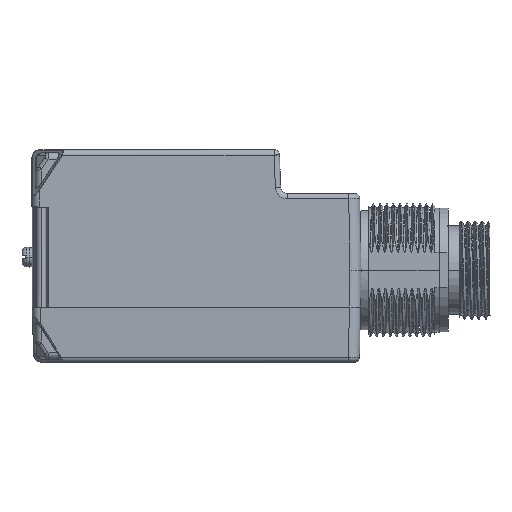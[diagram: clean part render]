
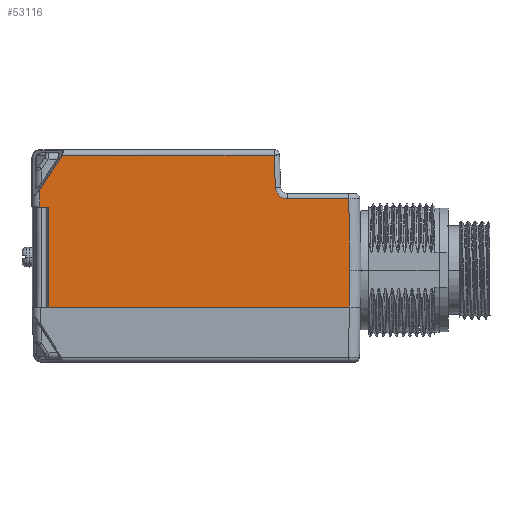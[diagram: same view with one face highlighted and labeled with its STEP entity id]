
A CAD part, left-side view. The second image highlights one B-rep face of the part: STEP entity #53116.
In plain terms, the highlighted planar face has unit normal (-1, 0, 0).
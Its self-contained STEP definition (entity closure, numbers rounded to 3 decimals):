
#39450=DIRECTION('',(0.,-0.541,0.841));
#39451=VECTOR('',#39450,9.369);
#39452=CARTESIAN_POINT('',(-22.5,71.9,
-9.079));
#39453=LINE('',#39452,#39451);
#39454=DIRECTION('',(0.,-0.035,-0.999));
#39455=VECTOR('',#39454,7.299);
#39456=CARTESIAN_POINT('',(-22.5,18.859,-1.2));
#39457=LINE('',#39456,#39455);
#39458=CARTESIAN_POINT('',(-22.5,15.906,-8.4));
#39459=DIRECTION('',(-1.,0.,0.));
#39460=DIRECTION('',(0.,0.999,-0.035));
#39461=AXIS2_PLACEMENT_3D('',#39458,#39459,#39460);
#39463=DIRECTION('',(0.,-0.017,-1.));
#39464=VECTOR('',#39463,16.152);
#39465=CARTESIAN_POINT('',(-22.5,1.982,
-11.1));
#39466=LINE('',#39465,#39464);
#39467=DIRECTION('',(0.,0.017,-1.));
#39468=VECTOR('',#39467,8.351);
#39469=CARTESIAN_POINT('',(-22.5,1.7,-27.25));
#39470=LINE('',#39469,#39468);
#39471=DIRECTION('',(0.,0.999,0.052));
#39472=VECTOR('',#39471,2.053);
#39473=CARTESIAN_POINT('',(-22.5,69.85,-13.081));
#39474=LINE('',#39473,#39472);
#39499=DIRECTION('',(0.,0.,-1.));
#39500=VECTOR('',#39499,3.895);
#39501=CARTESIAN_POINT('',(-22.5,71.9,
-9.079));
#39502=LINE('',#39501,#39500);
#39636=DIRECTION('',(0.,0.,-1.));
#39637=VECTOR('',#39636,22.519);
#39638=CARTESIAN_POINT('',(-22.5,69.85,-13.081));
#39639=LINE('',#39638,#39637);
#39661=DIRECTION('',(0.,-1.,0.));
#39662=VECTOR('',#39661,68.004);
#39663=CARTESIAN_POINT('',(-22.5,69.85,-35.6));
#39664=LINE('',#39663,#39662);
#39872=DIRECTION('',(0.,1.,0.));
#39873=VECTOR('',#39872,13.924);
#39874=CARTESIAN_POINT('',(-22.5,1.982,
-11.1));
#39875=LINE('',#39874,#39873);
#39905=DIRECTION('',(0.,1.,0.));
#39906=VECTOR('',#39905,47.972);
#39907=CARTESIAN_POINT('',(-22.5,18.859,-1.2));
#39908=LINE('',#39907,#39906);
#50914=CARTESIAN_POINT('',(-22.5,71.9,
-9.079));
#50915=CARTESIAN_POINT('',(-22.5,66.83,
-1.2));
#50916=VERTEX_POINT('',#50914);
#50917=VERTEX_POINT('',#50915);
#50918=CARTESIAN_POINT('',(-22.5,18.859,-1.2));
#50919=CARTESIAN_POINT('',(-22.5,18.604,
-8.494));
#50920=VERTEX_POINT('',#50918);
#50921=VERTEX_POINT('',#50919);
#50922=CARTESIAN_POINT('',(-22.5,15.906,
-11.1));
#50923=VERTEX_POINT('',#50922);
#50924=CARTESIAN_POINT('',(-22.5,1.982,
-11.1));
#50925=CARTESIAN_POINT('',(-22.5,1.7,-27.25));
#50926=VERTEX_POINT('',#50924);
#50927=VERTEX_POINT('',#50925);
#50928=CARTESIAN_POINT('',(-22.5,1.846,-35.6));
#50929=VERTEX_POINT('',#50928);
#50930=CARTESIAN_POINT('',(-22.5,69.85,-13.081));
#50931=CARTESIAN_POINT('',(-22.5,71.9,-12.974));
#50932=VERTEX_POINT('',#50930);
#50933=VERTEX_POINT('',#50931);
#50995=CARTESIAN_POINT('',(-22.5,69.85,-35.6));
#50996=VERTEX_POINT('',#50995);
#53087=CARTESIAN_POINT('',(-22.5,36.8,-18.4));
#53088=DIRECTION('',(1.,0.,0.));
#53089=DIRECTION('',(0.,0.,-1.));
#53090=AXIS2_PLACEMENT_3D('',#53087,#53088,#53089);
#53091=PLANE('',#53090);
#53093=ORIENTED_EDGE('',*,*,#53092,.T.);
#53095=ORIENTED_EDGE('',*,*,#53094,.F.);
#53097=ORIENTED_EDGE('',*,*,#53096,.T.);
#53099=ORIENTED_EDGE('',*,*,#53098,.T.);
#53101=ORIENTED_EDGE('',*,*,#53100,.F.);
#53103=ORIENTED_EDGE('',*,*,#53102,.T.);
#53105=ORIENTED_EDGE('',*,*,#53104,.T.);
#53107=ORIENTED_EDGE('',*,*,#53106,.F.);
#53109=ORIENTED_EDGE('',*,*,#53108,.F.);
#53111=ORIENTED_EDGE('',*,*,#53110,.T.);
#53113=ORIENTED_EDGE('',*,*,#53112,.F.);
#53114=EDGE_LOOP('',(#53093,#53095,#53097,#53099,#53101,#53103,#53105,#53107,
#53109,#53111,#53113));
#53115=FACE_OUTER_BOUND('',#53114,.F.);
#53116=ADVANCED_FACE('',(#53115),#53091,.F.);
#39462=CIRCLE('',#39461,2.7);
#53092=EDGE_CURVE('',#50916,#50917,#39453,.T.);
#53094=EDGE_CURVE('',#50920,#50917,#39908,.T.);
#53096=EDGE_CURVE('',#50920,#50921,#39457,.T.);
#53098=EDGE_CURVE('',#50921,#50923,#39462,.T.);
#53100=EDGE_CURVE('',#50926,#50923,#39875,.T.);
#53102=EDGE_CURVE('',#50926,#50927,#39466,.T.);
#53104=EDGE_CURVE('',#50927,#50929,#39470,.T.);
#53106=EDGE_CURVE('',#50996,#50929,#39664,.T.);
#53108=EDGE_CURVE('',#50932,#50996,#39639,.T.);
#53110=EDGE_CURVE('',#50932,#50933,#39474,.T.);
#53112=EDGE_CURVE('',#50916,#50933,#39502,.T.);
